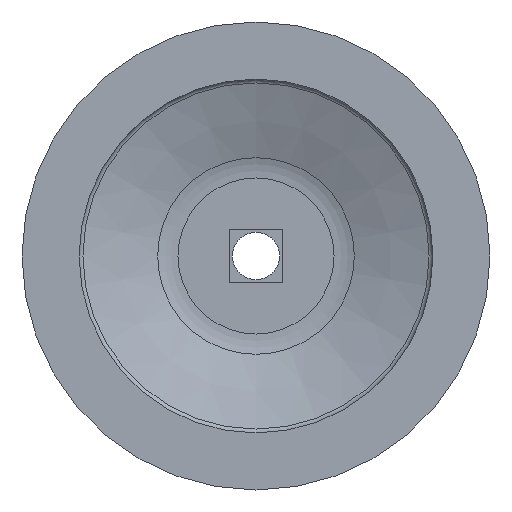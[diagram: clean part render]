
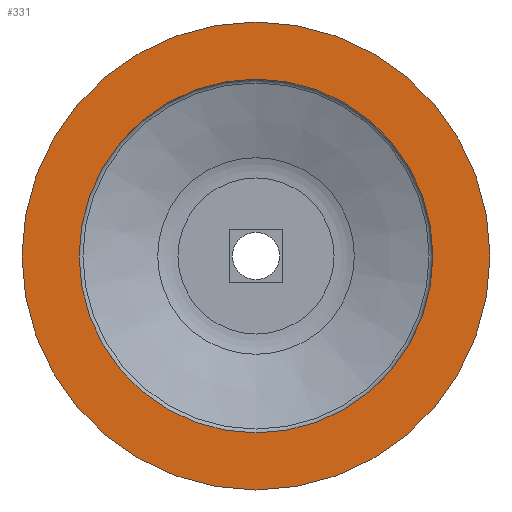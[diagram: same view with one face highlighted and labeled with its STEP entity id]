
A CAD part, front view. The second image highlights one B-rep face of the part: STEP entity #331.
In plain terms, the highlighted planar face has unit normal (0, -1, 0).
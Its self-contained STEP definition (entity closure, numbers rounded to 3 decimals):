
#18=FACE_BOUND('',#115,.T.);
#27=PLANE('',#397);
#91=FACE_OUTER_BOUND('',#114,.T.);
#114=EDGE_LOOP('',(#302));
#115=EDGE_LOOP('',(#303));
#126=CIRCLE('',#364,30.);
#143=CIRCLE('',#395,39.672);
#151=VERTEX_POINT('',#531);
#174=VERTEX_POINT('',#602);
#183=EDGE_CURVE('',#151,#151,#126,.T.);
#217=EDGE_CURVE('',#174,#174,#143,.T.);
#302=ORIENTED_EDGE('',*,*,#217,.T.);
#303=ORIENTED_EDGE('',*,*,#183,.F.);
#331=ADVANCED_FACE('',(#91,#18),#27,.T.);
#364=AXIS2_PLACEMENT_3D('',#532,#423,#424);
#395=AXIS2_PLACEMENT_3D('',#603,#502,#503);
#397=AXIS2_PLACEMENT_3D('',#605,#506,#507);
#423=DIRECTION('center_axis',(0.,-1.,0.));
#424=DIRECTION('ref_axis',(1.,0.,0.));
#502=DIRECTION('center_axis',(0.,-1.,0.));
#503=DIRECTION('ref_axis',(1.,0.,0.));
#506=DIRECTION('center_axis',(0.,-1.,0.));
#507=DIRECTION('ref_axis',(0.,0.,-1.));
#531=CARTESIAN_POINT('',(0.,-60.,-30.));
#532=CARTESIAN_POINT('Origin',(0.,-60.,0.));
#602=CARTESIAN_POINT('',(0.,-60.,39.672));
#603=CARTESIAN_POINT('Origin',(0.,-60.,0.));
#605=CARTESIAN_POINT('Origin',(0.,-60.,30.));
